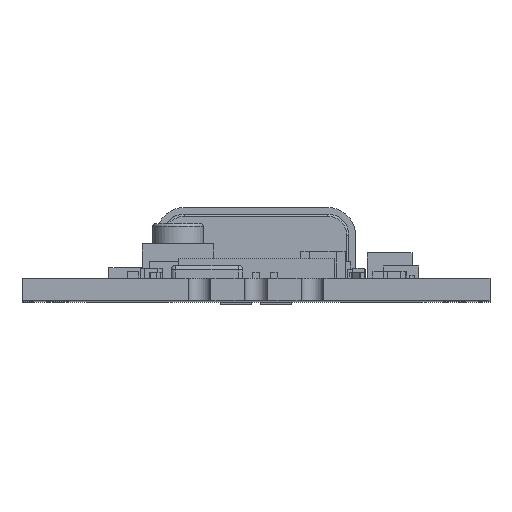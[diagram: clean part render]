
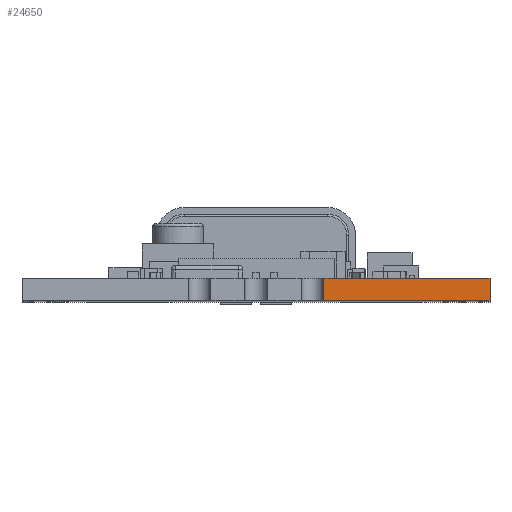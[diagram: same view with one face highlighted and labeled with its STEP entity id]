
A CAD part, top view. The second image highlights one B-rep face of the part: STEP entity #24650.
In plain terms, the highlighted planar face has unit normal (0, 0, 1).
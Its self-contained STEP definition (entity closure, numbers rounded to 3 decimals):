
#562=PLANE('',#26836);
#1777=FACE_OUTER_BOUND('',#3221,.T.);
#3221=EDGE_LOOP('',(#16913,#16914,#16915,#16916,#16917,#16918,#16919,#16920));
#4780=LINE('',#36106,#7658);
#4782=LINE('',#36113,#7660);
#4783=LINE('',#36115,#7661);
#4784=LINE('',#36117,#7662);
#4785=LINE('',#36119,#7663);
#4786=LINE('',#36121,#7664);
#4787=LINE('',#36122,#7665);
#4788=LINE('',#36123,#7666);
#7658=VECTOR('',#29146,1000.);
#7660=VECTOR('',#29152,1000.);
#7661=VECTOR('',#29153,1000.);
#7662=VECTOR('',#29154,1000.);
#7663=VECTOR('',#29155,1000.);
#7664=VECTOR('',#29156,1000.);
#7665=VECTOR('',#29157,1000.);
#7666=VECTOR('',#29158,1000.);
#11133=VERTEX_POINT('',#36102);
#11135=VERTEX_POINT('',#36105);
#11137=VERTEX_POINT('',#36111);
#11138=VERTEX_POINT('',#36112);
#11139=VERTEX_POINT('',#36114);
#11140=VERTEX_POINT('',#36116);
#11141=VERTEX_POINT('',#36118);
#11142=VERTEX_POINT('',#36120);
#13437=EDGE_CURVE('',#11133,#11135,#4780,.T.);
#13440=EDGE_CURVE('',#11137,#11138,#4782,.T.);
#13441=EDGE_CURVE('',#11138,#11139,#4783,.T.);
#13442=EDGE_CURVE('',#11139,#11140,#4784,.T.);
#13443=EDGE_CURVE('',#11141,#11140,#4785,.T.);
#13444=EDGE_CURVE('',#11142,#11141,#4786,.T.);
#13445=EDGE_CURVE('',#11142,#11135,#4787,.T.);
#13446=EDGE_CURVE('',#11137,#11133,#4788,.T.);
#16913=ORIENTED_EDGE('',*,*,#13440,.T.);
#16914=ORIENTED_EDGE('',*,*,#13441,.T.);
#16915=ORIENTED_EDGE('',*,*,#13442,.T.);
#16916=ORIENTED_EDGE('',*,*,#13443,.F.);
#16917=ORIENTED_EDGE('',*,*,#13444,.F.);
#16918=ORIENTED_EDGE('',*,*,#13445,.T.);
#16919=ORIENTED_EDGE('',*,*,#13437,.F.);
#16920=ORIENTED_EDGE('',*,*,#13446,.F.);
#24650=ADVANCED_FACE('',(#1777),#562,.T.);
#26836=AXIS2_PLACEMENT_3D('',#36110,#29150,#29151);
#29146=DIRECTION('',(0.,1.,0.));
#29150=DIRECTION('center_axis',(0.,0.,1.));
#29151=DIRECTION('ref_axis',(1.,0.,0.));
#29152=DIRECTION('',(0.,-1.,0.));
#29153=DIRECTION('',(1.,0.,0.));
#29154=DIRECTION('',(0.,1.,0.));
#29155=DIRECTION('',(1.,0.,0.));
#29156=DIRECTION('',(0.,1.,0.));
#29157=DIRECTION('',(-1.,0.,0.));
#29158=DIRECTION('',(-1.,0.,0.));
#36102=CARTESIAN_POINT('',(3.04,-0.499,25.5));
#36105=CARTESIAN_POINT('',(3.04,0.499,25.5));
#36106=CARTESIAN_POINT('',(3.04,0.5,25.5));
#36110=CARTESIAN_POINT('Origin',(-10.5,-0.5,25.5));
#36111=CARTESIAN_POINT('',(3.34,-0.499,25.5));
#36112=CARTESIAN_POINT('',(3.34,-0.5,25.5));
#36113=CARTESIAN_POINT('',(3.34,-0.499,25.5));
#36114=CARTESIAN_POINT('',(10.5,-0.5,25.5));
#36115=CARTESIAN_POINT('',(-10.5,-0.5,25.5));
#36116=CARTESIAN_POINT('',(10.5,0.5,25.5));
#36117=CARTESIAN_POINT('',(10.5,-0.5,25.5));
#36118=CARTESIAN_POINT('',(3.34,0.5,25.5));
#36119=CARTESIAN_POINT('',(-10.5,0.5,25.5));
#36120=CARTESIAN_POINT('',(3.34,0.499,25.5));
#36121=CARTESIAN_POINT('',(3.34,-3.079,25.5));
#36122=CARTESIAN_POINT('',(-10.5,0.499,25.5));
#36123=CARTESIAN_POINT('',(3.04,-0.499,25.5));
